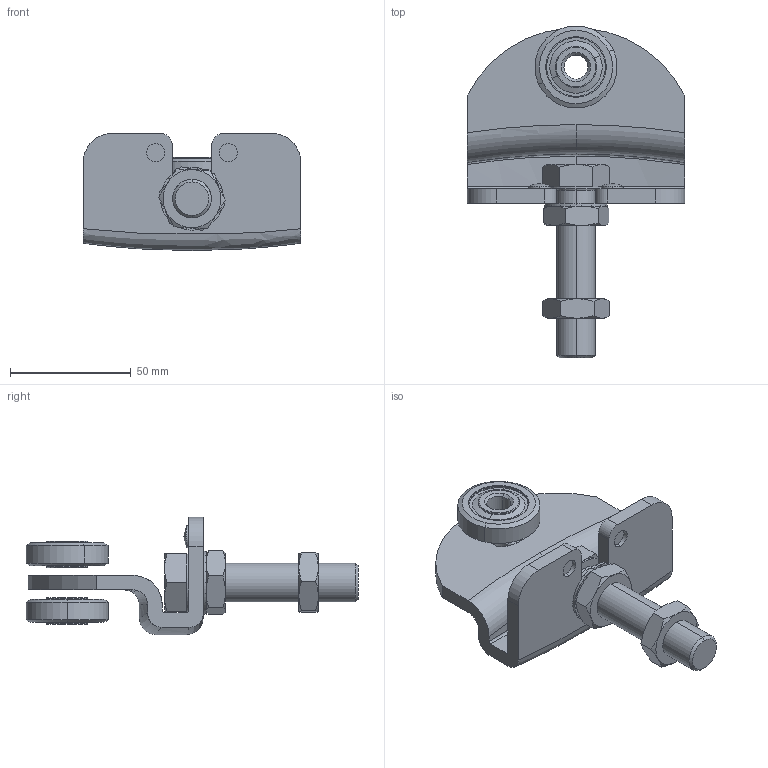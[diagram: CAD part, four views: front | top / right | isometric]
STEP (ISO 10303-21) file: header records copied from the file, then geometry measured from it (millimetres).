
FILE_DESCRIPTION (( 'STEP AP203' ), '1' );
FILE_NAME ('1.24.R90.STEP', '2019-05-27T13:54:37', ( '' ), ( '' ), 'SwSTEP 2.0', 'SolidWorks 2018', '' );
FILE_SCHEMA (( 'CONFIG_CONTROL_DESIGN' ));
Length unit declared in the file: millimetre
Products named in the file (1): 1.24.R90
Bounding box: 90 x 137.3 x 48.5 mm (x, y, z)
Volume: 96912.4 mm3; surface area: 37559.2 mm2
Topology: 7 solids, 7 shells, 294 faces, 739 edges, 440 vertices
Faces by surface type: plane 99, cylinder 73, cone 64, bspline 39, torus 15, sphere 4
Entity records: 10085 total; most frequent: CARTESIAN_POINT 3374, ORIENTED_EDGE 1406, DIRECTION 1331, EDGE_CURVE 703, AXIS2_PLACEMENT_3D 527, VERTEX_POINT 440, EDGE_LOOP 323, ADVANCED_FACE 294
